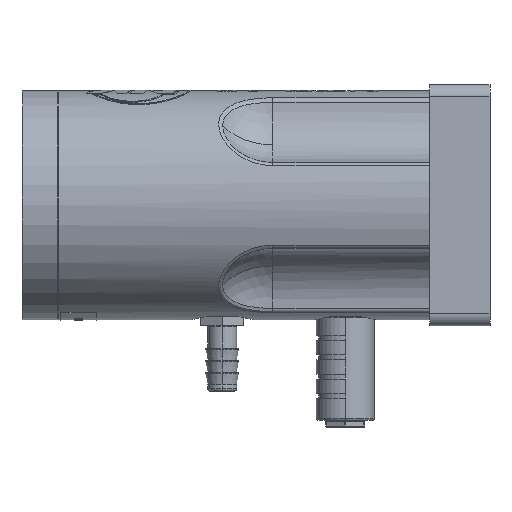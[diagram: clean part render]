
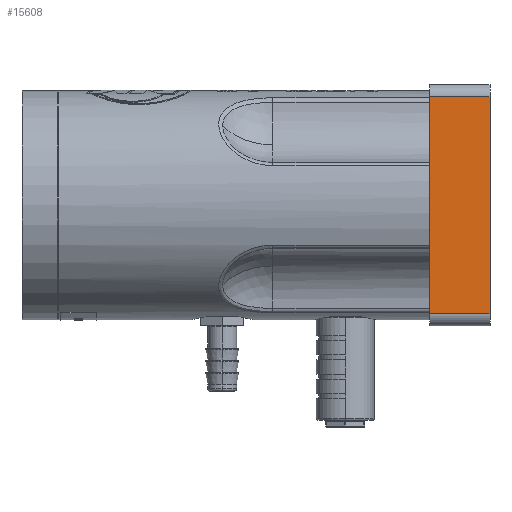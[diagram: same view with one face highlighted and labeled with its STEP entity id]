
A CAD part, left-side view. The second image highlights one B-rep face of the part: STEP entity #15608.
In plain terms, the highlighted planar face has unit normal (-1, 0, 0).
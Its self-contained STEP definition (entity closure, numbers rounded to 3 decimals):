
#3236 = VERTEX_POINT ( 'NONE', #6991 ) ;
#3450 = CARTESIAN_POINT ( 'NONE',  ( -50., 0., 45. ) ) ;
#3469 = LINE ( 'NONE', #31181, #19448 ) ;
#4643 = ORIENTED_EDGE ( 'NONE', *, *, #27877, .T. ) ;
#5260 = CARTESIAN_POINT ( 'NONE',  ( -50., 0., -50. ) ) ;
#5865 = DIRECTION ( 'NONE',  ( 0., -1., 0. ) ) ;
#6427 = DIRECTION ( 'NONE',  ( 1., 0., 0. ) ) ;
#6991 = CARTESIAN_POINT ( 'NONE',  ( -50., -25., 45. ) ) ;
#8815 = VECTOR ( 'NONE', #5865, 1000. ) ;
#9645 = PLANE ( 'NONE',  #18613 ) ;
#10022 = CARTESIAN_POINT ( 'NONE',  ( -50., 0., 45. ) ) ;
#11678 = CARTESIAN_POINT ( 'NONE',  ( -50., 0., -50. ) ) ;
#12817 = LINE ( 'NONE', #15946, #8815 ) ;
#13171 = EDGE_CURVE ( 'NONE', #14502, #3236, #3469, .T. ) ;
#13734 = FACE_OUTER_BOUND ( 'NONE', #22583, .T. ) ;
#13738 = DIRECTION ( 'NONE',  ( 0., 1., 0. ) ) ;
#13810 = VECTOR ( 'NONE', #13738, 1000. ) ;
#14502 = VERTEX_POINT ( 'NONE', #22066 ) ;
#15608 = ADVANCED_FACE ( 'NONE', ( #13734 ), #9645, .F. ) ;
#15946 = CARTESIAN_POINT ( 'NONE',  ( -50., 0., -45. ) ) ;
#16095 = DIRECTION ( 'NONE',  ( 0., 0., 1. ) ) ;
#18211 = DIRECTION ( 'NONE',  ( 0., 0., 1. ) ) ;
#18613 = AXIS2_PLACEMENT_3D ( 'NONE', #11678, #6427, #22459 ) ;
#19448 = VECTOR ( 'NONE', #16095, 1000. ) ;
#21918 = EDGE_CURVE ( 'NONE', #3236, #28891, #28536, .T. ) ;
#22066 = CARTESIAN_POINT ( 'NONE',  ( -50., -25., -45. ) ) ;
#22459 = DIRECTION ( 'NONE',  ( 0., 0., -1. ) ) ;
#22503 = LINE ( 'NONE', #5260, #27274 ) ;
#22583 = EDGE_LOOP ( 'NONE', ( #27278, #31530, #27186, #4643 ) ) ;
#25479 = EDGE_CURVE ( 'NONE', #32169, #28891, #22503, .T. ) ;
#27186 = ORIENTED_EDGE ( 'NONE', *, *, #25479, .F. ) ;
#27274 = VECTOR ( 'NONE', #18211, 1000. ) ;
#27278 = ORIENTED_EDGE ( 'NONE', *, *, #13171, .T. ) ;
#27877 = EDGE_CURVE ( 'NONE', #32169, #14502, #12817, .T. ) ;
#28536 = LINE ( 'NONE', #3450, #13810 ) ;
#28891 = VERTEX_POINT ( 'NONE', #10022 ) ;
#29542 = CARTESIAN_POINT ( 'NONE',  ( -50., 0., -45. ) ) ;
#31181 = CARTESIAN_POINT ( 'NONE',  ( -50., -25., -50. ) ) ;
#31530 = ORIENTED_EDGE ( 'NONE', *, *, #21918, .T. ) ;
#32169 = VERTEX_POINT ( 'NONE', #29542 ) ;
